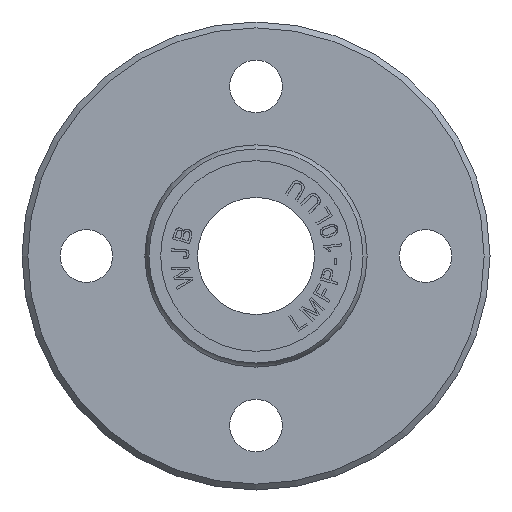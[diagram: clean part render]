
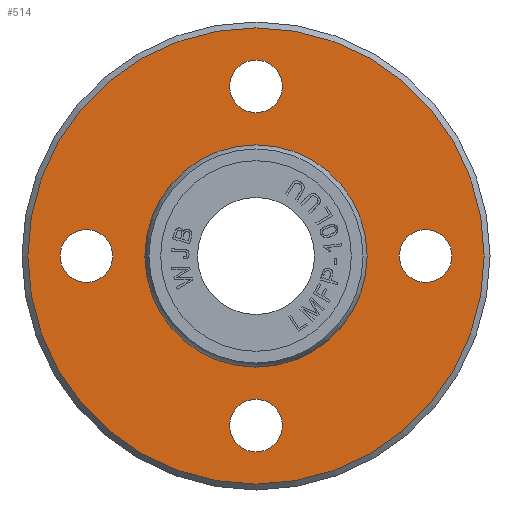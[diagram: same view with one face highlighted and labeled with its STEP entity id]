
A CAD part, left-side view. The second image highlights one B-rep face of the part: STEP entity #514.
In plain terms, the highlighted planar face has unit normal (-1, 0, 0).
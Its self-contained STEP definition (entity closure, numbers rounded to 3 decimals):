
#514=ADVANCED_FACE('',(#1676,#1677,#1678,#1679,#1680,#1681),#884,.T.);
#884=PLANE('',#6670);
#1154=CIRCLE('',#6664,19.5);
#1155=CIRCLE('',#6665,2.25);
#1156=CIRCLE('',#6666,2.25);
#1157=CIRCLE('',#6667,2.25);
#1158=CIRCLE('',#6668,2.25);
#1159=CIRCLE('',#6669,9.286);
#1676=FACE_BOUND('',#1804,.T.);
#1677=FACE_BOUND('',#1805,.T.);
#1678=FACE_BOUND('',#1806,.T.);
#1679=FACE_BOUND('',#1807,.T.);
#1680=FACE_BOUND('',#1808,.T.);
#1681=FACE_BOUND('',#1809,.T.);
#1804=EDGE_LOOP('',(#2484));
#1805=EDGE_LOOP('',(#2485));
#1806=EDGE_LOOP('',(#2486));
#1807=EDGE_LOOP('',(#2487));
#1808=EDGE_LOOP('',(#2488));
#1809=EDGE_LOOP('',(#2489));
#2484=ORIENTED_EDGE('',*,*,#4914,.T.);
#2485=ORIENTED_EDGE('',*,*,#4915,.T.);
#2486=ORIENTED_EDGE('',*,*,#4916,.T.);
#2487=ORIENTED_EDGE('',*,*,#4917,.T.);
#2488=ORIENTED_EDGE('',*,*,#4918,.T.);
#2489=ORIENTED_EDGE('',*,*,#4919,.F.);
#4298=VERTEX_POINT('',#9752);
#4299=VERTEX_POINT('',#9754);
#4300=VERTEX_POINT('',#9756);
#4301=VERTEX_POINT('',#9758);
#4302=VERTEX_POINT('',#9760);
#4303=VERTEX_POINT('',#9762);
#4914=EDGE_CURVE('',#4298,#4298,#1154,.T.);
#4915=EDGE_CURVE('',#4299,#4299,#1155,.T.);
#4916=EDGE_CURVE('',#4300,#4300,#1156,.T.);
#4917=EDGE_CURVE('',#4301,#4301,#1157,.T.);
#4918=EDGE_CURVE('',#4302,#4302,#1158,.T.);
#4919=EDGE_CURVE('',#4303,#4303,#1159,.T.);
#6664=AXIS2_PLACEMENT_3D('',#9751,#7240,#7241);
#6665=AXIS2_PLACEMENT_3D('',#9753,#7242,#7243);
#6666=AXIS2_PLACEMENT_3D('',#9755,#7244,#7245);
#6667=AXIS2_PLACEMENT_3D('',#9757,#7246,#7247);
#6668=AXIS2_PLACEMENT_3D('',#9759,#7248,#7249);
#6669=AXIS2_PLACEMENT_3D('',#9761,#7250,#7251);
#6670=AXIS2_PLACEMENT_3D('',#9763,#7252,#7253);
#7240=DIRECTION('',(-1.,0.,0.));
#7241=DIRECTION('',(0.,0.,1.));
#7242=DIRECTION('',(1.,0.,0.));
#7243=DIRECTION('',(0.,1.,0.));
#7244=DIRECTION('',(1.,0.,0.));
#7245=DIRECTION('',(0.,1.,0.));
#7246=DIRECTION('',(1.,0.,0.));
#7247=DIRECTION('',(0.,1.,0.));
#7248=DIRECTION('',(1.,0.,0.));
#7249=DIRECTION('',(0.,1.,0.));
#7250=DIRECTION('',(-1.,0.,0.));
#7251=DIRECTION('',(0.,0.,1.));
#7252=DIRECTION('',(-1.,0.,0.));
#7253=DIRECTION('',(0.,0.,1.));
#9751=CARTESIAN_POINT('',(6.,0.,0.));
#9752=CARTESIAN_POINT('',(6.,0.,19.5));
#9753=CARTESIAN_POINT('',(6.,0.,-14.5));
#9754=CARTESIAN_POINT('',(6.,-2.25,-14.5));
#9755=CARTESIAN_POINT('',(6.,0.,14.5));
#9756=CARTESIAN_POINT('',(6.,-2.25,14.5));
#9757=CARTESIAN_POINT('',(6.,-14.5,0.));
#9758=CARTESIAN_POINT('',(6.,-16.75,0.));
#9759=CARTESIAN_POINT('',(6.,14.5,0.));
#9760=CARTESIAN_POINT('',(6.,12.25,0.));
#9761=CARTESIAN_POINT('',(6.,0.,0.));
#9762=CARTESIAN_POINT('',(6.,0.,9.286));
#9763=CARTESIAN_POINT('',(6.,0.,14.393));
